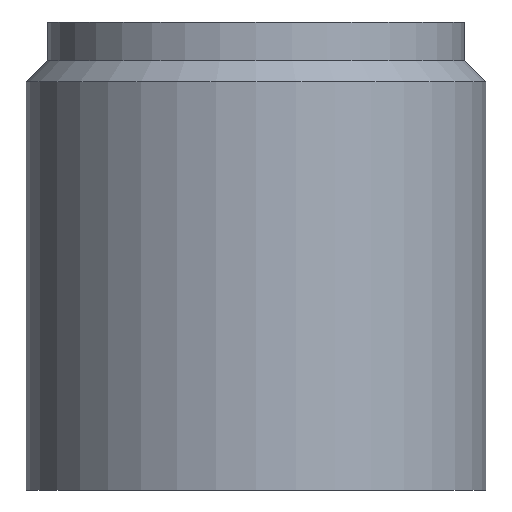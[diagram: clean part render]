
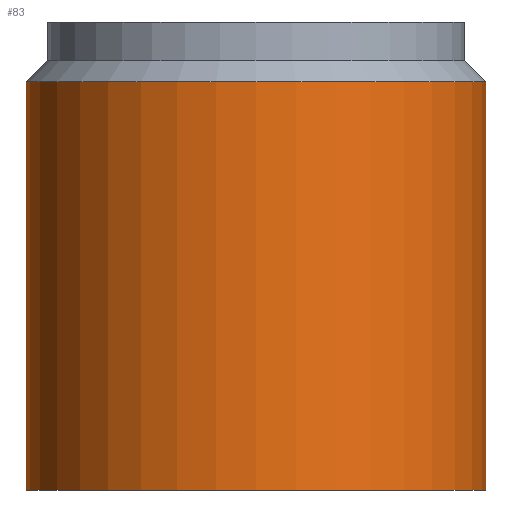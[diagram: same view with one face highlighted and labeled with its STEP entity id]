
A CAD part, front view. The second image highlights one B-rep face of the part: STEP entity #83.
In plain terms, the highlighted cylindrical face has radius 13.5 mm (diameter 27 mm), a full revolution.
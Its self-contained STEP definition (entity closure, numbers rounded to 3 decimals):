
#21=CYLINDRICAL_SURFACE('',#106,13.5);
#27=ORIENTED_EDGE('',*,*,#39,.T.);
#28=ORIENTED_EDGE('',*,*,#37,.T.);
#37=EDGE_CURVE('',#43,#43,#49,.T.);
#39=EDGE_CURVE('',#45,#45,#51,.F.);
#43=VERTEX_POINT('',#148);
#45=VERTEX_POINT('',#153);
#49=CIRCLE('',#104,13.5);
#51=CIRCLE('',#107,13.5);
#57=EDGE_LOOP('',(#27));
#58=EDGE_LOOP('',(#28));
#69=FACE_BOUND('',#57,.T.);
#70=FACE_BOUND('',#58,.T.);
#83=ADVANCED_FACE('',(#69,#70),#21,.T.);
#104=AXIS2_PLACEMENT_3D('',#147,#122,#123);
#106=AXIS2_PLACEMENT_3D('',#151,#126,#127);
#107=AXIS2_PLACEMENT_3D('',#152,#128,#129);
#122=DIRECTION('',(0.,0.,1.));
#123=DIRECTION('',(1.,0.,0.));
#126=DIRECTION('',(0.,0.,1.));
#127=DIRECTION('',(1.,0.,0.));
#128=DIRECTION('',(0.,0.,1.));
#129=DIRECTION('',(1.,0.,0.));
#147=CARTESIAN_POINT('',(0.,0.,-27.048));
#148=CARTESIAN_POINT('',(13.5,0.,-27.048));
#151=CARTESIAN_POINT('',(0.,0.,-25.448));
#152=CARTESIAN_POINT('',(0.,0.,-3.065));
#153=CARTESIAN_POINT('',(13.5,0.,-3.065));
